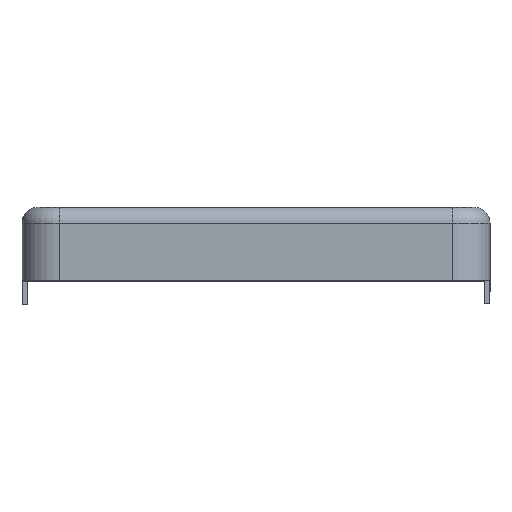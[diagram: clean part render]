
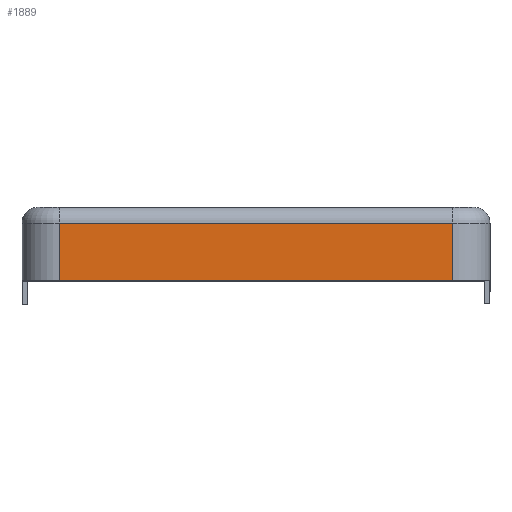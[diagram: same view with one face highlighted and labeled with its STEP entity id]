
A CAD part, top view. The second image highlights one B-rep face of the part: STEP entity #1889.
In plain terms, the highlighted planar face has unit normal (0, 0, 1).
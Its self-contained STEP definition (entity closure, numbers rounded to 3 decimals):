
#3 = DIRECTION ( 'NONE',  ( 1., 0., 0. ) ) ;
#209 = CARTESIAN_POINT ( 'NONE',  ( 10., -3.7, 16.15 ) ) ;
#211 = VERTEX_POINT ( 'NONE', #1890 ) ;
#212 = VECTOR ( 'NONE', #2397, 1000. ) ;
#214 = CARTESIAN_POINT ( 'NONE',  ( 10., 0., 16.15 ) ) ;
#235 = VERTEX_POINT ( 'NONE', #2583 ) ;
#442 = VECTOR ( 'NONE', #2672, 1000. ) ;
#505 = EDGE_LOOP ( 'NONE', ( #2834, #2523, #2792, #1401 ) ) ;
#580 = LINE ( 'NONE', #2425, #442 ) ;
#805 = LINE ( 'NONE', #820, #212 ) ;
#820 = CARTESIAN_POINT ( 'NONE',  ( -10., -0.8, 16.15 ) ) ;
#832 = VECTOR ( 'NONE', #2725, 1000. ) ;
#884 = EDGE_CURVE ( 'NONE', #1274, #211, #580, .T. ) ;
#1119 = CARTESIAN_POINT ( 'NONE',  ( -10., -0.8, 16.15 ) ) ;
#1274 = VERTEX_POINT ( 'NONE', #1119 ) ;
#1358 = FACE_OUTER_BOUND ( 'NONE', #505, .T. ) ;
#1401 = ORIENTED_EDGE ( 'NONE', *, *, #884, .T. ) ;
#1748 = VECTOR ( 'NONE', #2309, 1000. ) ;
#1764 = EDGE_CURVE ( 'NONE', #1274, #235, #805, .T. ) ;
#1806 = VERTEX_POINT ( 'NONE', #209 ) ;
#1889 = ADVANCED_FACE ( 'NONE', ( #1358 ), #2240, .T. ) ;
#1890 = CARTESIAN_POINT ( 'NONE',  ( -10., -3.7, 16.15 ) ) ;
#2016 = DIRECTION ( 'NONE',  ( 0., 0., 1. ) ) ;
#2215 = CARTESIAN_POINT ( 'NONE',  ( -10., 0., 16.15 ) ) ;
#2240 = PLANE ( 'NONE',  #2362 ) ;
#2301 = CARTESIAN_POINT ( 'NONE',  ( -10., -3.7, 16.15 ) ) ;
#2309 = DIRECTION ( 'NONE',  ( 1., 0., 0. ) ) ;
#2355 = LINE ( 'NONE', #2301, #1748 ) ;
#2362 = AXIS2_PLACEMENT_3D ( 'NONE', #2215, #2016, #3 ) ;
#2397 = DIRECTION ( 'NONE',  ( 1., 0., 0. ) ) ;
#2420 = LINE ( 'NONE', #214, #832 ) ;
#2425 = CARTESIAN_POINT ( 'NONE',  ( -10., 0., 16.15 ) ) ;
#2523 = ORIENTED_EDGE ( 'NONE', *, *, #2659, .F. ) ;
#2583 = CARTESIAN_POINT ( 'NONE',  ( 10., -0.8, 16.15 ) ) ;
#2659 = EDGE_CURVE ( 'NONE', #235, #1806, #2420, .T. ) ;
#2672 = DIRECTION ( 'NONE',  ( 0., -1., 0. ) ) ;
#2725 = DIRECTION ( 'NONE',  ( 0., -1., 0. ) ) ;
#2741 = EDGE_CURVE ( 'NONE', #211, #1806, #2355, .T. ) ;
#2792 = ORIENTED_EDGE ( 'NONE', *, *, #1764, .F. ) ;
#2834 = ORIENTED_EDGE ( 'NONE', *, *, #2741, .T. ) ;
